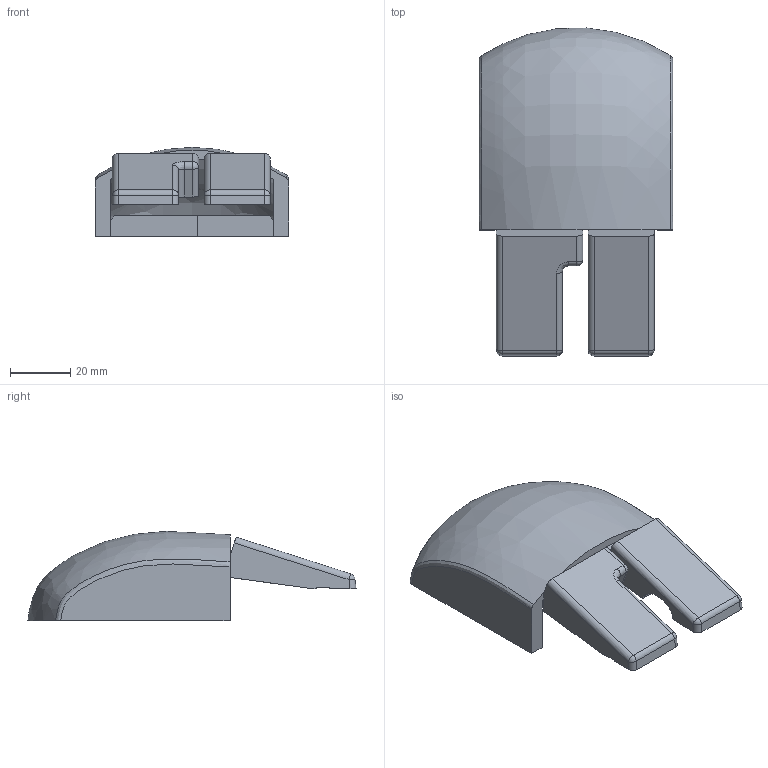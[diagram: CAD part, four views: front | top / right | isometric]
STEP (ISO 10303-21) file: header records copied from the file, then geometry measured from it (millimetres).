
FILE_DESCRIPTION(/* description */ ('STEP AP242','CAx-IF Rec.Pracs.---Representation and Presentation of Product Manufacturing Information (PMI)---4.0---2014-10-13','CAx-IF Rec.Pracs.---3D Tessellated Geometry---0.4---2014-09-14','2;1'),/* implementation_level */ '2;1');
FILE_NAME(/* name */ '686857e3ff38e35b7b46f73a',/* time_stamp */ '2025-07-04T22:38:28Z',/* author */ (''),/* organization */ (''),/* preprocessor_version */ 'ST-DEVELOPER v20',/* originating_system */ 'ONSHAPE BY PTC INC, 1.200',/* authorisation */ ' ');
FILE_SCHEMA (('AP242_MANAGED_MODEL_BASED_3D_ENGINEERING_MIM_LF { 1 0 10303 442 1 1 4 }'));
Length unit declared in the file: metre
Products named in the file (1): Part 1
Bounding box: 64.46 x 109.04 x 29.64 mm (x, y, z)
Volume: 45586.5 mm3; surface area: 26034 mm2
Topology: 1 solids, 1 shells, 81 faces, 222 edges, 136 vertices
Faces by surface type: plane 51, cylinder 19, bspline 6, sphere 5
Full cylindrical faces by diameter (mm): 1.85 x1
Entity records: 3122 total; most frequent: CARTESIAN_POINT 1120, ORIENTED_EDGE 432, DIRECTION 383, EDGE_CURVE 216, LINE 145, VECTOR 145, VERTEX_POINT 136, AXIS2_PLACEMENT_3D 119
